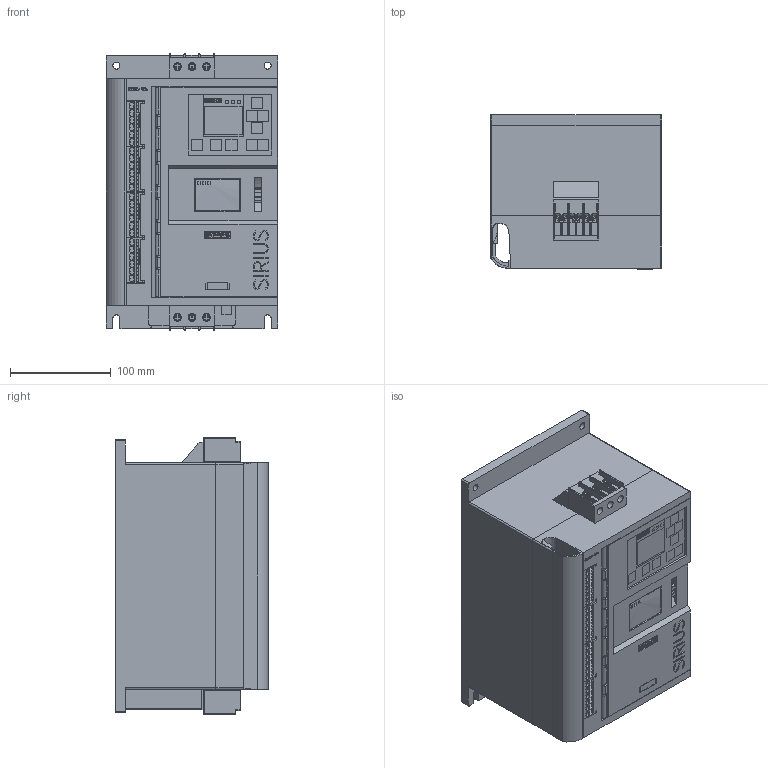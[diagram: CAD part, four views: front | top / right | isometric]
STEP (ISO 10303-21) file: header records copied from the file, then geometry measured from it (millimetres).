
FILE_DESCRIPTION(('no description'),'unknown implementation level');
FILE_NAME('3RW5513-3HA04_3D_v.stp',' ',('SIEMENS A&D'),('CADClick - KiM GmbH - www.kimweb.de'),'unknown preprocess','ACIS','unknown authorization');
FILE_SCHEMA(('automotive_design'));
Length unit declared in the file: millimetre
Products named in the file (1): 1
Bounding box: 170 x 152.5 x 274.8 mm (x, y, z)
Volume: 5727286.7 mm3; surface area: 356342.1 mm2
Topology: 1 solids, 1 shells, 2897 faces, 8241 edges, 5432 vertices
Faces by surface type: plane 2068, cylinder 662, cone 106, torus 53, sphere 8
Entity records: 189773 total; most frequent: CARTESIAN_POINT 21932, STYLED_ITEM 16555, PRESENTATION_STYLE_ASSIGNMENT 16555, COLOUR_RGB 16555, ORIENTED_EDGE 16450, DIRECTION 15294, EDGE_CURVE 8225, CURVE_STYLE 8225
